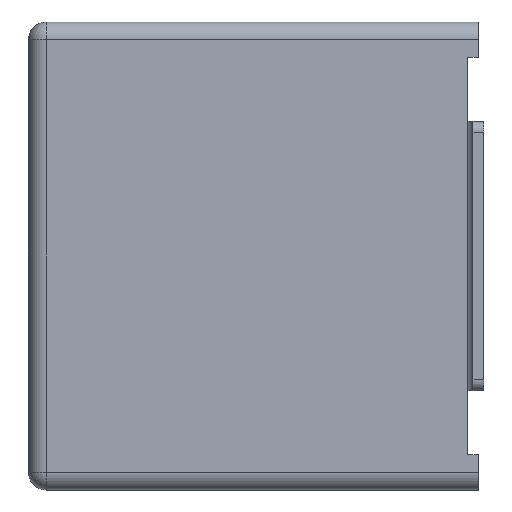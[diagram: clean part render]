
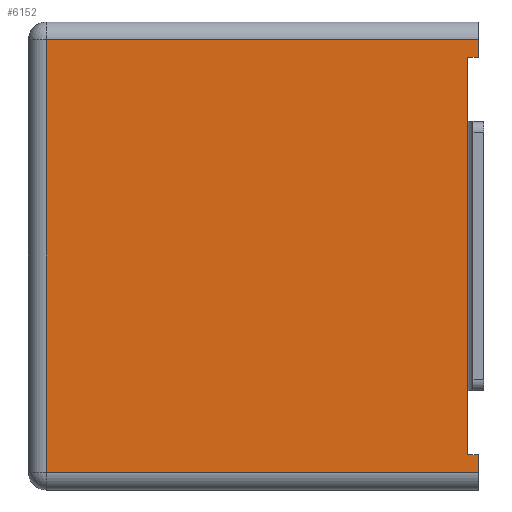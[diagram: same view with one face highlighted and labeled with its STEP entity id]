
A CAD part, left-side view. The second image highlights one B-rep face of the part: STEP entity #6152.
In plain terms, the highlighted planar face has unit normal (-1, 0, 0).
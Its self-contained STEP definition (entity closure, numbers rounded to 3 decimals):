
#1188=DIRECTION('',(0.,0.,1.));
#1189=VECTOR('',#1188,0.5);
#1190=CARTESIAN_POINT('',(-7.54,-6.35,5.605));
#1191=LINE('',#1190,#1189);
#1197=DIRECTION('',(0.,0.,1.));
#1198=VECTOR('',#1197,0.5);
#1199=CARTESIAN_POINT('',(-7.54,-6.35,-6.105));
#1200=LINE('',#1199,#1198);
#1245=DIRECTION('',(0.,-1.,0.));
#1246=VECTOR('',#1245,12.2);
#1247=CARTESIAN_POINT('',(-7.54,5.85,6.105));
#1248=LINE('',#1247,#1246);
#1249=DIRECTION('',(0.,1.,0.));
#1250=VECTOR('',#1249,0.3);
#1251=CARTESIAN_POINT('',(-7.54,-6.35,5.605));
#1252=LINE('',#1251,#1250);
#1253=DIRECTION('',(0.,0.,1.));
#1254=VECTOR('',#1253,11.21);
#1255=CARTESIAN_POINT('',(-7.54,-6.05,-5.605));
#1256=LINE('',#1255,#1254);
#1257=DIRECTION('',(0.,1.,0.));
#1258=VECTOR('',#1257,0.3);
#1259=CARTESIAN_POINT('',(-7.54,-6.35,-5.605));
#1260=LINE('',#1259,#1258);
#1261=DIRECTION('',(0.,1.,0.));
#1262=VECTOR('',#1261,12.2);
#1263=CARTESIAN_POINT('',(-7.54,-6.35,-6.105));
#1264=LINE('',#1263,#1262);
#1265=DIRECTION('',(0.,0.,1.));
#1266=VECTOR('',#1265,12.21);
#1267=CARTESIAN_POINT('',(-7.54,5.85,-6.105));
#1268=LINE('',#1267,#1266);
#4373=CARTESIAN_POINT('',(-7.54,-6.35,-5.605));
#4374=CARTESIAN_POINT('',(-7.54,-6.05,-5.605));
#4375=VERTEX_POINT('',#4373);
#4376=VERTEX_POINT('',#4374);
#4377=CARTESIAN_POINT('',(-7.54,-6.05,5.605));
#4378=VERTEX_POINT('',#4377);
#4379=CARTESIAN_POINT('',(-7.54,-6.35,5.605));
#4380=VERTEX_POINT('',#4379);
#4554=CARTESIAN_POINT('',(-7.54,-6.35,6.105));
#4556=VERTEX_POINT('',#4554);
#4557=CARTESIAN_POINT('',(-7.54,5.85,6.105));
#4558=VERTEX_POINT('',#4557);
#4559=CARTESIAN_POINT('',(-7.54,-6.35,-6.105));
#4561=VERTEX_POINT('',#4559);
#4563=CARTESIAN_POINT('',(-7.54,5.85,-6.105));
#4564=VERTEX_POINT('',#4563);
#6136=CARTESIAN_POINT('',(-7.54,5.85,-6.605));
#6137=DIRECTION('',(-1.,0.,0.));
#6138=DIRECTION('',(0.,-1.,0.));
#6139=AXIS2_PLACEMENT_3D('',#6136,#6137,#6138);
#6140=PLANE('',#6139);
#6141=ORIENTED_EDGE('',*,*,#5994,.T.);
#6142=ORIENTED_EDGE('',*,*,#6012,.F.);
#6143=ORIENTED_EDGE('',*,*,#6128,.T.);
#6144=ORIENTED_EDGE('',*,*,#5675,.F.);
#6145=ORIENTED_EDGE('',*,*,#6078,.F.);
#6146=ORIENTED_EDGE('',*,*,#6024,.F.);
#6148=ORIENTED_EDGE('',*,*,#6147,.T.);
#6149=ORIENTED_EDGE('',*,*,#5968,.T.);
#6150=EDGE_LOOP('',(#6141,#6142,#6143,#6144,#6145,#6146,#6148,#6149));
#6151=FACE_OUTER_BOUND('',#6150,.F.);
#6152=ADVANCED_FACE('',(#6151),#6140,.T.);
#5675=EDGE_CURVE('',#4376,#4378,#1256,.T.);
#5968=EDGE_CURVE('',#4564,#4558,#1268,.T.);
#5994=EDGE_CURVE('',#4558,#4556,#1248,.T.);
#6012=EDGE_CURVE('',#4380,#4556,#1191,.T.);
#6024=EDGE_CURVE('',#4561,#4375,#1200,.T.);
#6078=EDGE_CURVE('',#4375,#4376,#1260,.T.);
#6128=EDGE_CURVE('',#4380,#4378,#1252,.T.);
#6147=EDGE_CURVE('',#4561,#4564,#1264,.T.);
